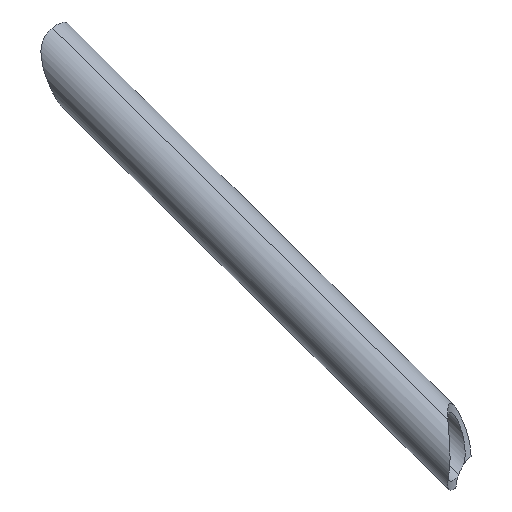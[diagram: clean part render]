
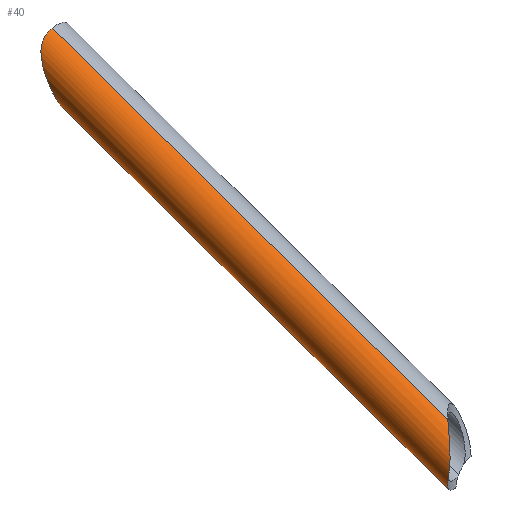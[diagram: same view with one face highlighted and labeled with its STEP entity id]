
A CAD part, top view. The second image highlights one B-rep face of the part: STEP entity #40.
In plain terms, the highlighted cylindrical face has radius 7.5 mm (diameter 15 mm), a partial arc.
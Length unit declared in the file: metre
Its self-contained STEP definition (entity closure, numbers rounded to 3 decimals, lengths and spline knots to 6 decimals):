
#40=ADVANCED_FACE('0:147',(#77),#78,.T.);
#77=FACE_OUTER_BOUND('',#107,.T.);
#78=CYLINDRICAL_SURFACE('',#108,0.0075);
#107=EDGE_LOOP('',(#161,#162,#163,#164,#165));
#108=AXIS2_PLACEMENT_3D('',#166,#167,#168);
#161=ORIENTED_EDGE('',*,*,#193,.T.);
#162=ORIENTED_EDGE('',*,*,#216,.F.);
#163=ORIENTED_EDGE('',*,*,#217,.F.);
#164=ORIENTED_EDGE('',*,*,#196,.T.);
#165=ORIENTED_EDGE('',*,*,#209,.T.);
#166=CARTESIAN_POINT('',(-1.986142,-0.284189,0.333823));
#167=DIRECTION('',(0.69,-0.682,0.243));
#168=DIRECTION('',(-0.243,-0.534,-0.81));
#193=EDGE_CURVE('',#224,#225,#226,.T.);
#196=EDGE_CURVE('',#231,#229,#232,.T.);
#209=EDGE_CURVE('',#229,#224,#253,.F.);
#216=EDGE_CURVE('0:180',#263,#225,#264,.T.);
#217=EDGE_CURVE('',#231,#263,#265,.T.);
#224=VERTEX_POINT('',#272);
#225=VERTEX_POINT('',#273);
#226=LINE('',#274,#275);
#229=VERTEX_POINT('',#300);
#231=VERTEX_POINT('',#310);
#232=LINE('',#311,#312);
#253=B_SPLINE_CURVE_WITH_KNOTS('',5,(#523,#524,#525,#526,#527,#528,#529,#530,#531,#532,#533,#534,#535,#536,#537,#538,#539,#540,#541,#542,#543,#544,#545,#546,#547,#548,#549,#550,#551,#552,#553,#554,#555,#556,#557,#558,#559,#560,#561,#562),.UNSPECIFIED.,.F.,.F.,(6,5,3,3,3,3,5,3,3,3,3,6),(-56.593531,-52.019001,-48.435087,-45.959289,-43.602387,-40.806885,-35.30068,-28.493794,-23.936818,-17.558339,-14.2965,-12.920233),.UNSPECIFIED.);
#263=VERTEX_POINT('',#632);
#264=B_SPLINE_CURVE_WITH_KNOTS('',3,(#633,#634,#635,#636,#637,#638,#639,#640,#641,#642,#643,#644,#645,#646,#647,#648),.UNSPECIFIED.,.F.,.F.,(4,3,3,3,3,4),(0.158848,3.959023,7.202967,9.984668,12.536113,13.978722),.UNSPECIFIED.);
#265=B_SPLINE_CURVE_WITH_KNOTS('',5,(#649,#650,#651,#652,#653,#654,#655,#656,#657,#658,#659,#660,#661,#662,#663,#664,#665,#666,#667,#668,#669,#670,#671,#672,#673,#674,#675,#676,#677,#678,#679,#680,#681,#682,#683,#684,#685,#686,#687,#688,#689,#690,#691,#692,#693,#694,#695,#696,#697,#698),.UNSPECIFIED.,.F.,.F.,(6,5,3,3,3,3,5,3,3,3,3,5,5,6),(0.0,12.144927,16.477375,19.539155,22.322874,26.90682,30.104887,35.620116,44.664342,48.325585,51.689355,55.212516,57.892239,68.439391),.UNSPECIFIED.);
#272=CARTESIAN_POINT('',(-2.061449,-0.215497,0.301888));
#273=CARTESIAN_POINT('',(-1.96906,-0.306889,0.334398));
#274=CARTESIAN_POINT('',(-1.987962,-0.28819,0.327746));
#275=VECTOR('',#713,1.0);
#300=CARTESIAN_POINT('',(-2.064854,-0.200525,0.311562));
#310=CARTESIAN_POINT('',(-1.971211,-0.293157,0.344513));
#311=CARTESIAN_POINT('',(-1.984322,-0.280187,0.3399));
#312=VECTOR('',#714,1.0);
#523=CARTESIAN_POINT('',(-2.061449,-0.215497,0.301888));
#524=CARTESIAN_POINT('',(-2.061381,-0.216043,0.302227));
#525=CARTESIAN_POINT('',(-2.061322,-0.216573,0.302592));
#526=CARTESIAN_POINT('',(-2.061277,-0.217082,0.302987));
#527=CARTESIAN_POINT('',(-2.06125,-0.217564,0.303413));
#528=CARTESIAN_POINT('',(-2.06125,-0.218001,0.303875));
#529=CARTESIAN_POINT('',(-2.06125,-0.218343,0.304237));
#530=CARTESIAN_POINT('',(-2.061266,-0.218661,0.304623));
#531=CARTESIAN_POINT('',(-2.061303,-0.218947,0.305037));
#532=CARTESIAN_POINT('',(-2.061413,-0.219347,0.305781));
#533=CARTESIAN_POINT('',(-2.061613,-0.219555,0.306579));
#534=CARTESIAN_POINT('',(-2.061712,-0.219602,0.30691));
#535=CARTESIAN_POINT('',(-2.061935,-0.219609,0.307551));
#536=CARTESIAN_POINT('',(-2.062205,-0.219462,0.308158));
#537=CARTESIAN_POINT('',(-2.062345,-0.219356,0.30844));
#538=CARTESIAN_POINT('',(-2.062661,-0.219064,0.309022));
#539=CARTESIAN_POINT('',(-2.062991,-0.218663,0.309527));
#540=CARTESIAN_POINT('',(-2.063171,-0.218421,0.30978));
#541=CARTESIAN_POINT('',(-2.063703,-0.217651,0.310472));
#542=CARTESIAN_POINT('',(-2.06422,-0.216754,0.31101));
#543=CARTESIAN_POINT('',(-2.06455,-0.216131,0.311317));
#544=CARTESIAN_POINT('',(-2.064868,-0.215485,0.311584));
#545=CARTESIAN_POINT('',(-2.065172,-0.214823,0.311816));
#546=CARTESIAN_POINT('',(-2.065547,-0.214005,0.312103));
#547=CARTESIAN_POINT('',(-2.065903,-0.213153,0.312341));
#548=CARTESIAN_POINT('',(-2.066235,-0.21228,0.312538));
#549=CARTESIAN_POINT('',(-2.066742,-0.210788,0.31281));
#550=CARTESIAN_POINT('',(-2.067132,-0.209245,0.31299));
#551=CARTESIAN_POINT('',(-2.067266,-0.208618,0.313049));
#552=CARTESIAN_POINT('',(-2.067518,-0.207095,0.313154));
#553=CARTESIAN_POINT('',(-2.067545,-0.205538,0.313163));
#554=CARTESIAN_POINT('',(-2.067461,-0.20462,0.313131));
#555=CARTESIAN_POINT('',(-2.067071,-0.203272,0.312979));
#556=CARTESIAN_POINT('',(-2.066366,-0.202112,0.312608));
#557=CARTESIAN_POINT('',(-2.066096,-0.201748,0.312455));
#558=CARTESIAN_POINT('',(-2.065683,-0.201273,0.312194));
#559=CARTESIAN_POINT('',(-2.065247,-0.20086,0.311876));
#560=CARTESIAN_POINT('',(-2.065117,-0.200743,0.311776));
#561=CARTESIAN_POINT('',(-2.064985,-0.200632,0.311672));
#562=CARTESIAN_POINT('',(-2.064854,-0.200525,0.311562));
#632=CARTESIAN_POINT('',(-1.969318,-0.30943,0.336777));
#633=CARTESIAN_POINT('',(-1.969318,-0.30943,0.336777));
#634=CARTESIAN_POINT('',(-1.969333,-0.30884,0.336078));
#635=CARTESIAN_POINT('',(-1.9693,-0.308182,0.335429));
#636=CARTESIAN_POINT('',(-1.969179,-0.307474,0.33485));
#637=CARTESIAN_POINT('',(-1.969075,-0.306869,0.334356));
#638=CARTESIAN_POINT('',(-1.968907,-0.306225,0.333913));
#639=CARTESIAN_POINT('',(-1.96864,-0.305565,0.333562));
#640=CARTESIAN_POINT('',(-1.968412,-0.304999,0.333261));
#641=CARTESIAN_POINT('',(-1.968109,-0.30442,0.333029));
#642=CARTESIAN_POINT('',(-1.967725,-0.303872,0.332905));
#643=CARTESIAN_POINT('',(-1.967372,-0.30337,0.332792));
#644=CARTESIAN_POINT('',(-1.966953,-0.302897,0.332773));
#645=CARTESIAN_POINT('',(-1.966497,-0.302491,0.33285));
#646=CARTESIAN_POINT('',(-1.966239,-0.302262,0.332894));
#647=CARTESIAN_POINT('',(-1.965971,-0.302054,0.332968));
#648=CARTESIAN_POINT('',(-1.965699,-0.301868,0.333066));
#649=CARTESIAN_POINT('',(-1.965699,-0.301868,0.333066));
#650=CARTESIAN_POINT('',(-1.965709,-0.300145,0.333073));
#651=CARTESIAN_POINT('',(-1.965992,-0.298439,0.33326));
#652=CARTESIAN_POINT('',(-1.966413,-0.296808,0.333553));
#653=CARTESIAN_POINT('',(-1.966939,-0.295231,0.333974));
#654=CARTESIAN_POINT('',(-1.967539,-0.29378,0.334567));
#655=CARTESIAN_POINT('',(-1.967753,-0.293262,0.334778));
#656=CARTESIAN_POINT('',(-1.967978,-0.292757,0.335013));
#657=CARTESIAN_POINT('',(-1.968213,-0.292268,0.335274));
#658=CARTESIAN_POINT('',(-1.968628,-0.291466,0.335773));
#659=CARTESIAN_POINT('',(-1.969064,-0.290755,0.33638));
#660=CARTESIAN_POINT('',(-1.969247,-0.290479,0.336653));
#661=CARTESIAN_POINT('',(-1.969599,-0.290001,0.337218));
#662=CARTESIAN_POINT('',(-1.969945,-0.289647,0.337872));
#663=CARTESIAN_POINT('',(-1.970106,-0.289513,0.338204));
#664=CARTESIAN_POINT('',(-1.970509,-0.289276,0.339129));
#665=CARTESIAN_POINT('',(-1.970829,-0.289371,0.340125));
#666=CARTESIAN_POINT('',(-1.970975,-0.289575,0.340734));
#667=CARTESIAN_POINT('',(-1.97115,-0.290073,0.341692));
#668=CARTESIAN_POINT('',(-1.971228,-0.290761,0.342535));
#669=CARTESIAN_POINT('',(-1.971247,-0.291068,0.342861));
#670=CARTESIAN_POINT('',(-1.971255,-0.291393,0.343169));
#671=CARTESIAN_POINT('',(-1.971255,-0.291732,0.34346));
#672=CARTESIAN_POINT('',(-1.971255,-0.292318,0.343962));
#673=CARTESIAN_POINT('',(-1.97123,-0.292951,0.344416));
#674=CARTESIAN_POINT('',(-1.971189,-0.293613,0.344827));
#675=CARTESIAN_POINT('',(-1.971055,-0.295424,0.345809));
#676=CARTESIAN_POINT('',(-1.970884,-0.297367,0.346525));
#677=CARTESIAN_POINT('',(-1.970784,-0.298607,0.346872));
#678=CARTESIAN_POINT('',(-1.970681,-0.300397,0.347205));
#679=CARTESIAN_POINT('',(-1.970673,-0.302202,0.34723));
#680=CARTESIAN_POINT('',(-1.97068,-0.302722,0.347209));
#681=CARTESIAN_POINT('',(-1.970713,-0.303712,0.347104));
#682=CARTESIAN_POINT('',(-1.970783,-0.304669,0.346867));
#683=CARTESIAN_POINT('',(-1.970824,-0.305115,0.34672));
#684=CARTESIAN_POINT('',(-1.970922,-0.305993,0.34635));
#685=CARTESIAN_POINT('',(-1.97103,-0.306781,0.345844));
#686=CARTESIAN_POINT('',(-1.971085,-0.307155,0.345553));
#687=CARTESIAN_POINT('',(-1.971133,-0.307497,0.345233));
#688=CARTESIAN_POINT('',(-1.971173,-0.307807,0.344893));
#689=CARTESIAN_POINT('',(-1.971203,-0.308043,0.344633));
#690=CARTESIAN_POINT('',(-1.971227,-0.308263,0.344358));
#691=CARTESIAN_POINT('',(-1.971245,-0.308467,0.34407));
#692=CARTESIAN_POINT('',(-1.971255,-0.308653,0.34377));
#693=CARTESIAN_POINT('',(-1.971255,-0.308823,0.34346));
#694=CARTESIAN_POINT('',(-1.971255,-0.309489,0.342242));
#695=CARTESIAN_POINT('',(-1.971106,-0.309902,0.340855));
#696=CARTESIAN_POINT('',(-1.970728,-0.31005,0.339394));
#697=CARTESIAN_POINT('',(-1.970089,-0.309901,0.337995));
#698=CARTESIAN_POINT('',(-1.969318,-0.30943,0.336777));
#713=DIRECTION('',(0.69,-0.682,0.243));
#714=DIRECTION('',(-0.69,0.682,-0.243));
